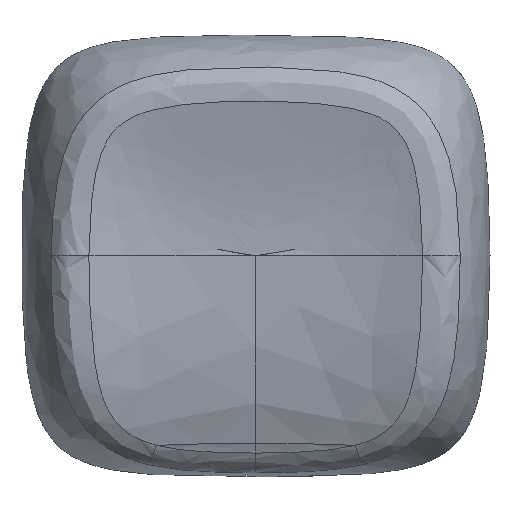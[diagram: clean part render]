
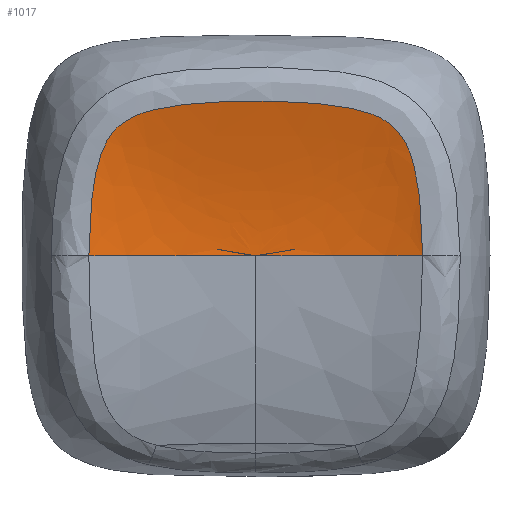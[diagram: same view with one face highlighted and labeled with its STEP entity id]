
A CAD part, top view. The second image highlights one B-rep face of the part: STEP entity #1017.
In plain terms, the highlighted free-form (B-spline) face has degree [3, 3] with [10, 5] control points.
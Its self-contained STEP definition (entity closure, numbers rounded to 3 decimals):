
#15=(
BOUNDED_CURVE()
B_SPLINE_CURVE(5,(#6710,#6711,#6712,#6713,#6714,#6715,#6716,#6717,#6718,
#6719),.UNSPECIFIED.,.F.,.F.)
B_SPLINE_CURVE_WITH_KNOTS((6,1,1,1,1,6),(0.183,0.2,0.4,0.6,
0.8,1.),.UNSPECIFIED.)
CURVE()
GEOMETRIC_REPRESENTATION_ITEM()
RATIONAL_B_SPLINE_CURVE((1.,1.,1.,1.,1.,1.,1.,1.,1.,1.))
REPRESENTATION_ITEM('')
);
#16=(
BOUNDED_CURVE()
B_SPLINE_CURVE(5,(#6720,#6721,#6722,#6723,#6724,#6725,#6726,#6727,#6728,
#6729),.UNSPECIFIED.,.F.,.F.)
B_SPLINE_CURVE_WITH_KNOTS((6,1,1,1,1,6),(0.183,0.2,0.4,0.6,0.8,
1.),.UNSPECIFIED.)
CURVE()
GEOMETRIC_REPRESENTATION_ITEM()
RATIONAL_B_SPLINE_CURVE((1.,1.,1.,1.,1.,1.,1.,1.,1.,1.))
REPRESENTATION_ITEM('')
);
#29=B_SPLINE_SURFACE_WITH_KNOTS('',3,3,((#6659,#6660,#6661,#6662,#6663),
(#6664,#6665,#6666,#6667,#6668),(#6669,#6670,#6671,#6672,#6673),(#6674,
#6675,#6676,#6677,#6678),(#6679,#6680,#6681,#6682,#6683),(#6684,#6685,#6686,
#6687,#6688),(#6689,#6690,#6691,#6692,#6693),(#6694,#6695,#6696,#6697,#6698),
(#6699,#6700,#6701,#6702,#6703),(#6704,#6705,#6706,#6707,#6708)),
 .UNSPECIFIED.,.F.,.F.,.F.,(4,1,1,1,1,1,1,4),(4,1,4),(0.,0.143,
0.286,0.429,0.571,0.714,
0.857,1.),(0.104,0.488,1.),
 .UNSPECIFIED.);
#85=B_SPLINE_CURVE_WITH_KNOTS('',3,(#6555,#6556,#6557,#6558,#6559,#6560,
#6561,#6562,#6563,#6564,#6565,#6566,#6567,#6568,#6569,#6570,#6571,#6572,
#6573,#6574,#6575,#6576,#6577),.UNSPECIFIED.,.F.,.F.,(4,1,1,1,1,1,1,1,1,
2,1,1,1,1,1,1,1,1,1,4),(-2.163,-1.947,-1.839,
-1.731,-1.677,-1.623,-1.514,
-1.406,-1.298,-1.082,-0.865,
-0.757,-0.649,-0.595,-0.541,
-0.433,-0.379,-0.325,-0.216,
0.),.UNSPECIFIED.);
#164=FACE_OUTER_BOUND('',#221,.T.);
#221=EDGE_LOOP('',(#934,#935,#936));
#478=VERTEX_POINT('',#6426);
#479=VERTEX_POINT('',#6553);
#481=VERTEX_POINT('',#6709);
#629=EDGE_CURVE('',#478,#479,#85,.T.);
#633=EDGE_CURVE('',#478,#481,#15,.T.);
#634=EDGE_CURVE('',#479,#481,#16,.T.);
#934=ORIENTED_EDGE('',*,*,#629,.F.);
#935=ORIENTED_EDGE('',*,*,#633,.T.);
#936=ORIENTED_EDGE('',*,*,#634,.F.);
#1017=ADVANCED_FACE('',(#164),#29,.F.);
#6426=CARTESIAN_POINT('',(-6.23,0.,5.526));
#6553=CARTESIAN_POINT('',(6.23,0.,5.526));
#6555=CARTESIAN_POINT('Ctrl Pts',(-6.23,0.,
5.526));
#6556=CARTESIAN_POINT('Ctrl Pts',(-6.23,0.705,5.526));
#6557=CARTESIAN_POINT('Ctrl Pts',(-6.185,1.778,5.531));
#6558=CARTESIAN_POINT('Ctrl Pts',(-5.985,3.133,5.56));
#6559=CARTESIAN_POINT('Ctrl Pts',(-5.751,3.944,5.592));
#6560=CARTESIAN_POINT('Ctrl Pts',(-5.431,4.517,5.617));
#6561=CARTESIAN_POINT('Ctrl Pts',(-4.985,5.007,5.634));
#6562=CARTESIAN_POINT('Ctrl Pts',(-4.225,5.376,5.636));
#6563=CARTESIAN_POINT('Ctrl Pts',(-3.205,5.594,5.636));
#6564=CARTESIAN_POINT('Ctrl Pts',(-1.799,5.746,5.639));
#6565=CARTESIAN_POINT('Ctrl Pts',(-0.717,5.774,5.641));
#6566=CARTESIAN_POINT('Ctrl Pts',(0.716,5.775,5.641));
#6567=CARTESIAN_POINT('Ctrl Pts',(1.799,5.745,5.639));
#6568=CARTESIAN_POINT('Ctrl Pts',(3.201,5.595,5.636));
#6569=CARTESIAN_POINT('Ctrl Pts',(4.06,5.41,5.636));
#6570=CARTESIAN_POINT('Ctrl Pts',(4.681,5.155,5.634));
#6571=CARTESIAN_POINT('Ctrl Pts',(5.242,4.79,5.628));
#6572=CARTESIAN_POINT('Ctrl Pts',(5.618,4.241,5.605));
#6573=CARTESIAN_POINT('Ctrl Pts',(5.844,3.616,5.579));
#6574=CARTESIAN_POINT('Ctrl Pts',(6.011,2.965,5.557));
#6575=CARTESIAN_POINT('Ctrl Pts',(6.185,1.775,5.531));
#6576=CARTESIAN_POINT('Ctrl Pts',(6.23,0.705,5.526));
#6577=CARTESIAN_POINT('Ctrl Pts',(6.23,0.,
5.526));
#6659=CARTESIAN_POINT('Ctrl Pts',(-6.576,0.,
5.641));
#6660=CARTESIAN_POINT('Ctrl Pts',(-6.032,0.,
5.451));
#6661=CARTESIAN_POINT('Ctrl Pts',(-4.589,0.,
5.038));
#6662=CARTESIAN_POINT('Ctrl Pts',(-2.158,0.,
4.8));
#6663=CARTESIAN_POINT('Ctrl Pts',(0.,0.,
4.8));
#6664=CARTESIAN_POINT('Ctrl Pts',(-6.576,1.212,5.641));
#6665=CARTESIAN_POINT('Ctrl Pts',(-6.033,1.038,5.451));
#6666=CARTESIAN_POINT('Ctrl Pts',(-4.589,0.634,5.038));
#6667=CARTESIAN_POINT('Ctrl Pts',(-2.158,0.231,4.8));
#6668=CARTESIAN_POINT('Ctrl Pts',(0.,0.,
4.8));
#6669=CARTESIAN_POINT('Ctrl Pts',(-6.361,3.601,5.641));
#6670=CARTESIAN_POINT('Ctrl Pts',(-5.838,3.108,5.451));
#6671=CARTESIAN_POINT('Ctrl Pts',(-4.366,1.871,5.038));
#6672=CARTESIAN_POINT('Ctrl Pts',(-1.982,0.627,4.8));
#6673=CARTESIAN_POINT('Ctrl Pts',(0.,0.,
4.8));
#6674=CARTESIAN_POINT('Ctrl Pts',(-4.991,5.382,5.641));
#6675=CARTESIAN_POINT('Ctrl Pts',(-4.586,4.614,5.451));
#6676=CARTESIAN_POINT('Ctrl Pts',(-3.278,2.818,5.038));
#6677=CARTESIAN_POINT('Ctrl Pts',(-1.34,1.023,4.8));
#6678=CARTESIAN_POINT('Ctrl Pts',(0.,0.,
4.8));
#6679=CARTESIAN_POINT('Ctrl Pts',(-2.017,5.799,5.641));
#6680=CARTESIAN_POINT('Ctrl Pts',(-1.855,4.929,5.451));
#6681=CARTESIAN_POINT('Ctrl Pts',(-1.277,3.069,5.038));
#6682=CARTESIAN_POINT('Ctrl Pts',(-0.472,1.22,4.8));
#6683=CARTESIAN_POINT('Ctrl Pts',(0.,0.,
4.8));
#6684=CARTESIAN_POINT('Ctrl Pts',(2.022,5.797,5.641));
#6685=CARTESIAN_POINT('Ctrl Pts',(1.86,4.927,5.451));
#6686=CARTESIAN_POINT('Ctrl Pts',(1.28,3.068,5.038));
#6687=CARTESIAN_POINT('Ctrl Pts',(0.472,1.22,4.8));
#6688=CARTESIAN_POINT('Ctrl Pts',(0.,0.,
4.8));
#6689=CARTESIAN_POINT('Ctrl Pts',(4.986,5.381,5.641));
#6690=CARTESIAN_POINT('Ctrl Pts',(4.582,4.613,5.451));
#6691=CARTESIAN_POINT('Ctrl Pts',(3.276,2.817,5.038));
#6692=CARTESIAN_POINT('Ctrl Pts',(1.34,1.023,4.8));
#6693=CARTESIAN_POINT('Ctrl Pts',(0.,0.,
4.8));
#6694=CARTESIAN_POINT('Ctrl Pts',(6.361,3.601,5.641));
#6695=CARTESIAN_POINT('Ctrl Pts',(5.838,3.108,5.451));
#6696=CARTESIAN_POINT('Ctrl Pts',(4.366,1.871,5.038));
#6697=CARTESIAN_POINT('Ctrl Pts',(1.982,0.627,4.8));
#6698=CARTESIAN_POINT('Ctrl Pts',(0.,0.,
4.8));
#6699=CARTESIAN_POINT('Ctrl Pts',(6.576,1.212,5.641));
#6700=CARTESIAN_POINT('Ctrl Pts',(6.033,1.038,5.451));
#6701=CARTESIAN_POINT('Ctrl Pts',(4.589,0.634,5.038));
#6702=CARTESIAN_POINT('Ctrl Pts',(2.158,0.231,4.8));
#6703=CARTESIAN_POINT('Ctrl Pts',(0.,0.,
4.8));
#6704=CARTESIAN_POINT('Ctrl Pts',(6.576,0.,
5.641));
#6705=CARTESIAN_POINT('Ctrl Pts',(6.032,0.,
5.451));
#6706=CARTESIAN_POINT('Ctrl Pts',(4.589,0.,
5.038));
#6707=CARTESIAN_POINT('Ctrl Pts',(2.158,0.,
4.8));
#6708=CARTESIAN_POINT('Ctrl Pts',(0.,0.,
4.8));
#6709=CARTESIAN_POINT('',(0.,0.,4.8));
#6710=CARTESIAN_POINT('Ctrl Pts',(-6.23,0.,
5.526));
#6711=CARTESIAN_POINT('Ctrl Pts',(-6.215,0.,
5.522));
#6712=CARTESIAN_POINT('Ctrl Pts',(-6.016,0.,
5.46));
#6713=CARTESIAN_POINT('Ctrl Pts',(-5.617,0.,
5.344));
#6714=CARTESIAN_POINT('Ctrl Pts',(-4.967,0.,
5.182));
#6715=CARTESIAN_POINT('Ctrl Pts',(-3.961,0.,
4.995));
#6716=CARTESIAN_POINT('Ctrl Pts',(-2.674,0.,
4.864));
#6717=CARTESIAN_POINT('Ctrl Pts',(-1.452,0.,
4.812));
#6718=CARTESIAN_POINT('Ctrl Pts',(-0.506,0.,
4.8));
#6719=CARTESIAN_POINT('Ctrl Pts',(0.,0.,
4.8));
#6720=CARTESIAN_POINT('Ctrl Pts',(6.23,0.,
5.526));
#6721=CARTESIAN_POINT('Ctrl Pts',(6.215,0.,
5.522));
#6722=CARTESIAN_POINT('Ctrl Pts',(6.016,0.,
5.46));
#6723=CARTESIAN_POINT('Ctrl Pts',(5.617,0.,
5.344));
#6724=CARTESIAN_POINT('Ctrl Pts',(4.967,0.,
5.182));
#6725=CARTESIAN_POINT('Ctrl Pts',(3.961,0.,
4.995));
#6726=CARTESIAN_POINT('Ctrl Pts',(2.674,0.,
4.864));
#6727=CARTESIAN_POINT('Ctrl Pts',(1.452,0.,
4.812));
#6728=CARTESIAN_POINT('Ctrl Pts',(0.506,0.,
4.8));
#6729=CARTESIAN_POINT('Ctrl Pts',(0.,0.,4.8));
